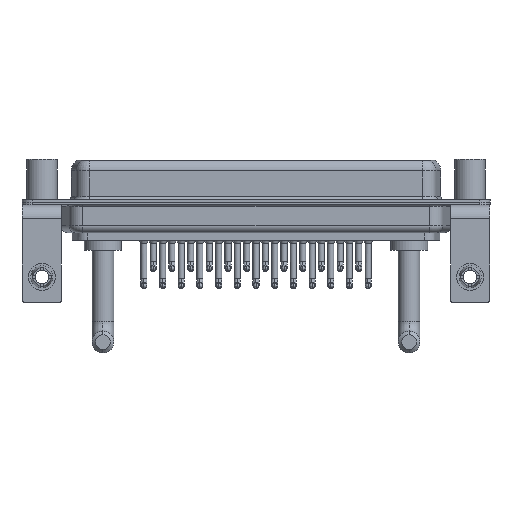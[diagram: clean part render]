
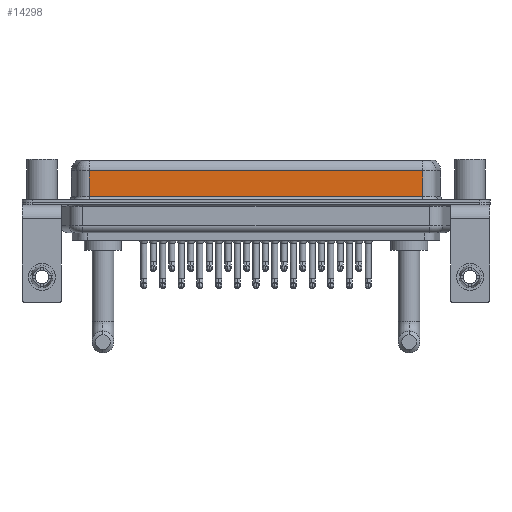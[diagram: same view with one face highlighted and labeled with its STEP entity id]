
A CAD part, front view. The second image highlights one B-rep face of the part: STEP entity #14298.
In plain terms, the highlighted planar face has unit normal (0, -1, 0).
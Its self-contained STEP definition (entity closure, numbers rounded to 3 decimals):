
#63 = CARTESIAN_POINT ( 'NONE',  ( 7.038, -3.95, 6.4 ) ) ;
#689 = LINE ( 'NONE', #11429, #16615 ) ;
#792 = DIRECTION ( 'NONE',  ( 0., 0., 1. ) ) ;
#1448 = VERTEX_POINT ( 'NONE', #11905 ) ;
#2984 = CARTESIAN_POINT ( 'NONE',  ( 7.038, -3.95, 0.9 ) ) ;
#3078 = FACE_OUTER_BOUND ( 'NONE', #4204, .T. ) ;
#3099 = EDGE_CURVE ( 'NONE', #15230, #27156, #15554, .T. ) ;
#4204 = EDGE_LOOP ( 'NONE', ( #23932, #13167, #16390, #6777 ) ) ;
#4791 = DIRECTION ( 'NONE',  ( 0., 1., 0. ) ) ;
#5968 = VECTOR ( 'NONE', #10171, 1000. ) ;
#6664 = DIRECTION ( 'NONE',  ( 0., 0., -1. ) ) ;
#6777 = ORIENTED_EDGE ( 'NONE', *, *, #26040, .T. ) ;
#7127 = DIRECTION ( 'NONE',  ( 0., 0., -1. ) ) ;
#8442 = CARTESIAN_POINT ( 'NONE',  ( 56.462, -3.95, 0.9 ) ) ;
#10171 = DIRECTION ( 'NONE',  ( 1., 0., 0. ) ) ;
#10462 = LINE ( 'NONE', #8442, #5968 ) ;
#11051 = VECTOR ( 'NONE', #23412, 1000. ) ;
#11158 = EDGE_CURVE ( 'NONE', #15614, #15230, #27588, .T. ) ;
#11429 = CARTESIAN_POINT ( 'NONE',  ( 56.462, -3.95, 6.4 ) ) ;
#11905 = CARTESIAN_POINT ( 'NONE',  ( 56.462, -3.95, 0.9 ) ) ;
#13167 = ORIENTED_EDGE ( 'NONE', *, *, #11158, .T. ) ;
#14298 = ADVANCED_FACE ( 'NONE', ( #3078 ), #22722, .F. ) ;
#15230 = VERTEX_POINT ( 'NONE', #16050 ) ;
#15554 = LINE ( 'NONE', #63, #21533 ) ;
#15614 = VERTEX_POINT ( 'NONE', #15984 ) ;
#15984 = CARTESIAN_POINT ( 'NONE',  ( 56.462, -3.95, 4.65 ) ) ;
#16050 = CARTESIAN_POINT ( 'NONE',  ( 7.038, -3.95, 4.65 ) ) ;
#16390 = ORIENTED_EDGE ( 'NONE', *, *, #3099, .T. ) ;
#16615 = VECTOR ( 'NONE', #7127, 1000. ) ;
#16682 = CARTESIAN_POINT ( 'NONE',  ( 56.462, -3.95, 4.65 ) ) ;
#18080 = AXIS2_PLACEMENT_3D ( 'NONE', #18422, #4791, #792 ) ;
#18376 = EDGE_CURVE ( 'NONE', #15614, #1448, #689, .T. ) ;
#18422 = CARTESIAN_POINT ( 'NONE',  ( 56.462, -3.95, 6.4 ) ) ;
#21533 = VECTOR ( 'NONE', #6664, 1000. ) ;
#22722 = PLANE ( 'NONE',  #18080 ) ;
#23412 = DIRECTION ( 'NONE',  ( -1., 0., 0. ) ) ;
#23932 = ORIENTED_EDGE ( 'NONE', *, *, #18376, .F. ) ;
#26040 = EDGE_CURVE ( 'NONE', #27156, #1448, #10462, .T. ) ;
#27156 = VERTEX_POINT ( 'NONE', #2984 ) ;
#27588 = LINE ( 'NONE', #16682, #11051 ) ;
